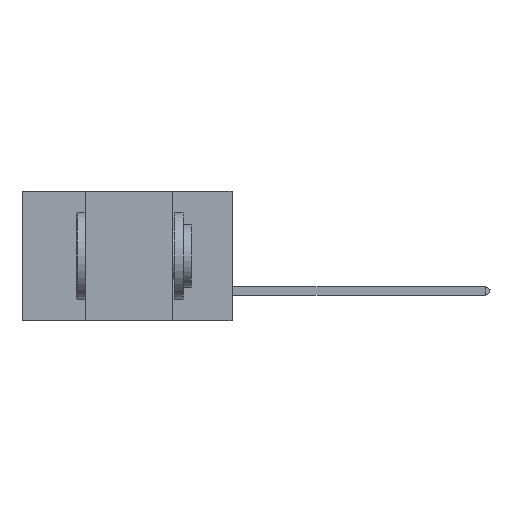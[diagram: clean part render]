
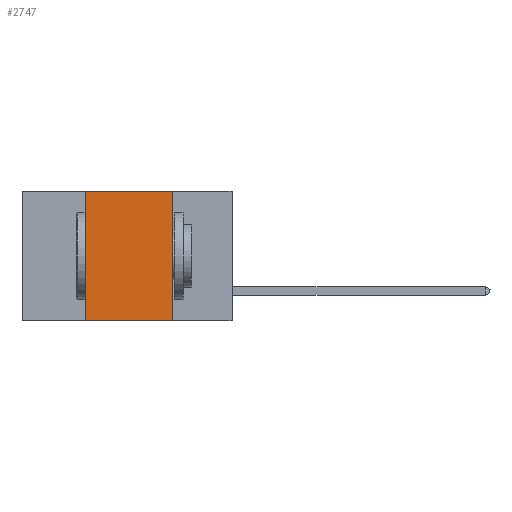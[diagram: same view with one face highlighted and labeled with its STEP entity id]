
A CAD part, left-side view. The second image highlights one B-rep face of the part: STEP entity #2747.
In plain terms, the highlighted planar face has unit normal (-1, 0, 0).
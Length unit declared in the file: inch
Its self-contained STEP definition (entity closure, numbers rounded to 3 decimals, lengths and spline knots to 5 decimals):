
#333 = FACE_OUTER_BOUND ( 'NONE', #10902, .T. ) ;
#579 = VECTOR ( 'NONE', #1397, 39.37008 ) ;
#977 = LINE ( 'NONE', #3687, #579 ) ;
#1397 = DIRECTION ( 'NONE',  ( 0., -1., 0. ) ) ;
#1582 = CARTESIAN_POINT ( 'NONE',  ( 0., 0.42, -0.37 ) ) ;
#2424 = AXIS2_PLACEMENT_3D ( 'NONE', #13261, #13475, #3904 ) ;
#2565 = CARTESIAN_POINT ( 'NONE',  ( 0., 0.17, 0. ) ) ;
#2575 = ORIENTED_EDGE ( 'NONE', *, *, #9645, .F. ) ;
#2696 = VECTOR ( 'NONE', #13829, 39.37008 ) ;
#2747 = ADVANCED_FACE ( 'NONE', ( #333 ), #10721, .F. ) ;
#3529 = LINE ( 'NONE', #12004, #9803 ) ;
#3687 = CARTESIAN_POINT ( 'NONE',  ( 0., 0.6, -0.37 ) ) ;
#3904 = DIRECTION ( 'NONE',  ( 0., 0., -1. ) ) ;
#5526 = CARTESIAN_POINT ( 'NONE',  ( 0., 0.17, -0.37 ) ) ;
#5914 = LINE ( 'NONE', #2565, #2696 ) ;
#6442 = VECTOR ( 'NONE', #10226, 39.37008 ) ;
#7000 = LINE ( 'NONE', #9053, #6442 ) ;
#7112 = ORIENTED_EDGE ( 'NONE', *, *, #9295, .F. ) ;
#7430 = VERTEX_POINT ( 'NONE', #5526 ) ;
#7952 = ORIENTED_EDGE ( 'NONE', *, *, #9260, .T. ) ;
#8799 = VERTEX_POINT ( 'NONE', #1582 ) ;
#9053 = CARTESIAN_POINT ( 'NONE',  ( 0., 0.6, 0. ) ) ;
#9260 = EDGE_CURVE ( 'NONE', #8799, #7430, #977, .T. ) ;
#9295 = EDGE_CURVE ( 'NONE', #10042, #7430, #5914, .T. ) ;
#9645 = EDGE_CURVE ( 'NONE', #10164, #10042, #7000, .T. ) ;
#9803 = VECTOR ( 'NONE', #15651, 39.37008 ) ;
#10042 = VERTEX_POINT ( 'NONE', #14473 ) ;
#10164 = VERTEX_POINT ( 'NONE', #12163 ) ;
#10226 = DIRECTION ( 'NONE',  ( 0., -1., 0. ) ) ;
#10378 = ORIENTED_EDGE ( 'NONE', *, *, #13216, .F. ) ;
#10721 = PLANE ( 'NONE',  #2424 ) ;
#10902 = EDGE_LOOP ( 'NONE', ( #7112, #2575, #10378, #7952 ) ) ;
#12004 = CARTESIAN_POINT ( 'NONE',  ( 0., 0.42, 0. ) ) ;
#12163 = CARTESIAN_POINT ( 'NONE',  ( 0., 0.42, 0. ) ) ;
#13216 = EDGE_CURVE ( 'NONE', #8799, #10164, #3529, .T. ) ;
#13261 = CARTESIAN_POINT ( 'NONE',  ( 0., 0.6, 0. ) ) ;
#13475 = DIRECTION ( 'NONE',  ( 1., 0., 0. ) ) ;
#13829 = DIRECTION ( 'NONE',  ( 0., 0., -1. ) ) ;
#14473 = CARTESIAN_POINT ( 'NONE',  ( 0., 0.17, 0. ) ) ;
#15651 = DIRECTION ( 'NONE',  ( 0., 0., 1. ) ) ;
